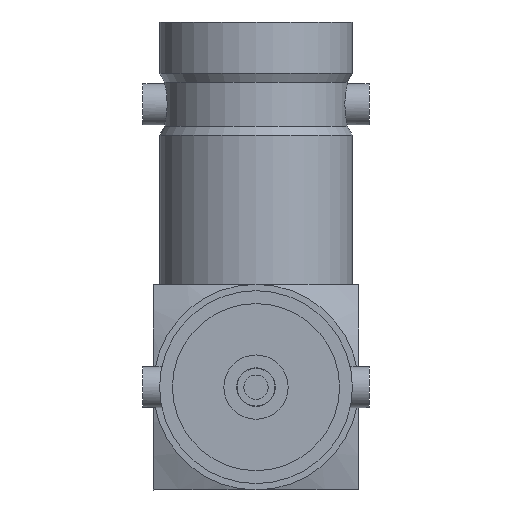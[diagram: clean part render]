
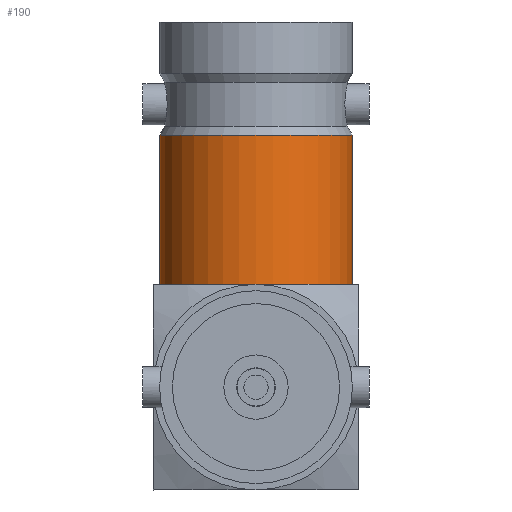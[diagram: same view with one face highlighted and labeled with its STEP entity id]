
A CAD part, front view. The second image highlights one B-rep face of the part: STEP entity #190.
In plain terms, the highlighted cylindrical face has radius 4.763 mm (diameter 9.525 mm), a partial arc.
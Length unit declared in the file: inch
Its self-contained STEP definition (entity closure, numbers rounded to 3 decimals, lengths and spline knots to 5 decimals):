
#190 = ADVANCED_FACE ( 'NONE', ( #1252 ), #1233, .T. ) ;
#193 = DIRECTION ( 'NONE',  ( 0., 0., -1. ) ) ;
#251 = CARTESIAN_POINT ( 'NONE',  ( -0.1875, 0., 2.04033 ) ) ;
#400 = CARTESIAN_POINT ( 'NONE',  ( 0., 0., 0.2 ) ) ;
#416 = DIRECTION ( 'NONE',  ( 0., 0., 1. ) ) ;
#435 = DIRECTION ( 'NONE',  ( -1., 0., 0. ) ) ;
#591 = ORIENTED_EDGE ( 'NONE', *, *, #683, .T. ) ;
#651 = EDGE_CURVE ( 'NONE', #1314, #945, #1803, .T. ) ;
#683 = EDGE_CURVE ( 'NONE', #913, #1314, #1860, .T. ) ;
#734 = EDGE_CURVE ( 'NONE', #913, #1392, #1732, .T. ) ;
#776 = EDGE_CURVE ( 'NONE', #945, #1392, #1823, .T. ) ;
#911 = EDGE_LOOP ( 'NONE', ( #1116, #591, #1186, #1203 ) ) ;
#913 = VERTEX_POINT ( 'NONE', #2387 ) ;
#945 = VERTEX_POINT ( 'NONE', #2363 ) ;
#1116 = ORIENTED_EDGE ( 'NONE', *, *, #734, .F. ) ;
#1186 = ORIENTED_EDGE ( 'NONE', *, *, #651, .T. ) ;
#1203 = ORIENTED_EDGE ( 'NONE', *, *, #776, .T. ) ;
#1233 = CYLINDRICAL_SURFACE ( 'NONE', #2479, 0.1875 ) ;
#1252 = FACE_OUTER_BOUND ( 'NONE', #911, .T. ) ;
#1314 = VERTEX_POINT ( 'NONE', #2773 ) ;
#1392 = VERTEX_POINT ( 'NONE', #2869 ) ;
#1525 = DIRECTION ( 'NONE',  ( 0., 0., -1. ) ) ;
#1559 = CARTESIAN_POINT ( 'NONE',  ( 0.1875, 0., 2.04033 ) ) ;
#1732 = LINE ( 'NONE', #1559, #1770 ) ;
#1770 = VECTOR ( 'NONE', #1525, 39.37008 ) ;
#1803 = LINE ( 'NONE', #251, #1839 ) ;
#1823 = CIRCLE ( 'NONE', #2631, 0.1875 ) ;
#1839 = VECTOR ( 'NONE', #193, 39.37008 ) ;
#1860 = CIRCLE ( 'NONE', #2666, 0.1875 ) ;
#1999 = DIRECTION ( 'NONE',  ( -1., 0., 0. ) ) ;
#2043 = DIRECTION ( 'NONE',  ( 0., 0., -1. ) ) ;
#2239 = CARTESIAN_POINT ( 'NONE',  ( 0., 0., 2.04033 ) ) ;
#2363 = CARTESIAN_POINT ( 'NONE',  ( -0.1875, 0., 0.2 ) ) ;
#2387 = CARTESIAN_POINT ( 'NONE',  ( 0.1875, 0., 0.49 ) ) ;
#2479 = AXIS2_PLACEMENT_3D ( 'NONE', #2239, #2043, #1999 ) ;
#2631 = AXIS2_PLACEMENT_3D ( 'NONE', #400, #416, #435 ) ;
#2666 = AXIS2_PLACEMENT_3D ( 'NONE', #2954, #2939, #2965 ) ;
#2773 = CARTESIAN_POINT ( 'NONE',  ( -0.1875, 0., 0.49 ) ) ;
#2869 = CARTESIAN_POINT ( 'NONE',  ( 0.1875, 0., 0.2 ) ) ;
#2939 = DIRECTION ( 'NONE',  ( 0., 0., -1. ) ) ;
#2954 = CARTESIAN_POINT ( 'NONE',  ( 0., 0., 0.49 ) ) ;
#2965 = DIRECTION ( 'NONE',  ( -1., 0., 0. ) ) ;
